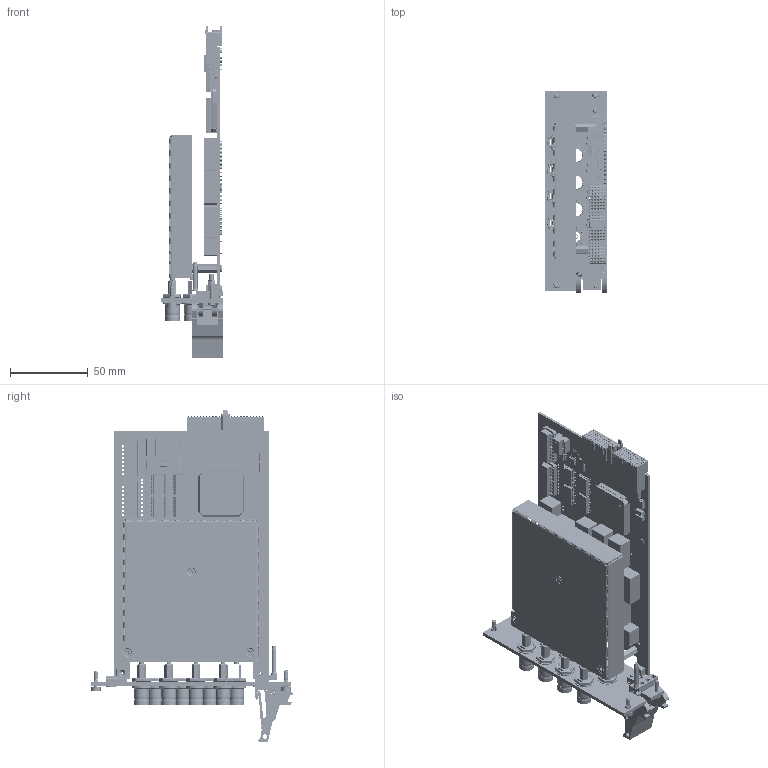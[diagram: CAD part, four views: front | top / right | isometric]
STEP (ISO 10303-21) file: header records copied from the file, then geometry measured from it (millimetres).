
FILE_DESCRIPTION (( 'STEP AP214' ), '1' );
FILE_NAME ('40-710-504 PXI 4 x RF 50 Ohm BNC Module.STEP', '2013-09-20T14:18:35', ( 'admin' ), ( '' ), 'SwSTEP 2.0', 'SolidWorks 2012', '' );
FILE_SCHEMA (( 'AUTOMOTIVE_DESIGN' ));
Length unit declared in the file: millimetre
Products named in the file (1): 40-710-504 PXI 4 x RF 50 Ohm BNC Module
Bounding box: 40 x 129.87 x 213.99 mm (x, y, z)
Surface area: 118341.4 mm2 (no closed solid volume)
Topology: 0 solids, 737 shells, 4428 faces, 18370 edges, 14231 vertices
Faces by surface type: plane 2703, cylinder 1406, torus 149, bspline 81, cone 52, sphere 37
Full cylindrical faces by diameter (mm): 0.5 x1, 0.6 x110, 0.7 x180, 1 x25, 1.245 x5, 1.397 x60, 1.422 x27, 1.496 x1, 1.524 x66, 1.651 x80, 1.967 x2, 2 x34, 2.015 x1, 2.032 x16, 2.05 x1, 2.094 x1, 2.095 x5, 2.179 x1, 2.438 x2, 2.497 x1, 2.5 x5, 2.6 x1, 2.7 x1, 2.8 x1, 3 x12, 4.7 x4, 4.85 x3, 5 x5, 5.3 x3, 5.9 x3
Entity records: 246178 total; most frequent: CARTESIAN_POINT 56455, DIRECTION 27945, ORIENTED_EDGE 23177, EDGE_CURVE 17050, VERTEX_POINT 13816, LINE 11329, VECTOR 11329, AXIS2_PLACEMENT_3D 8308
